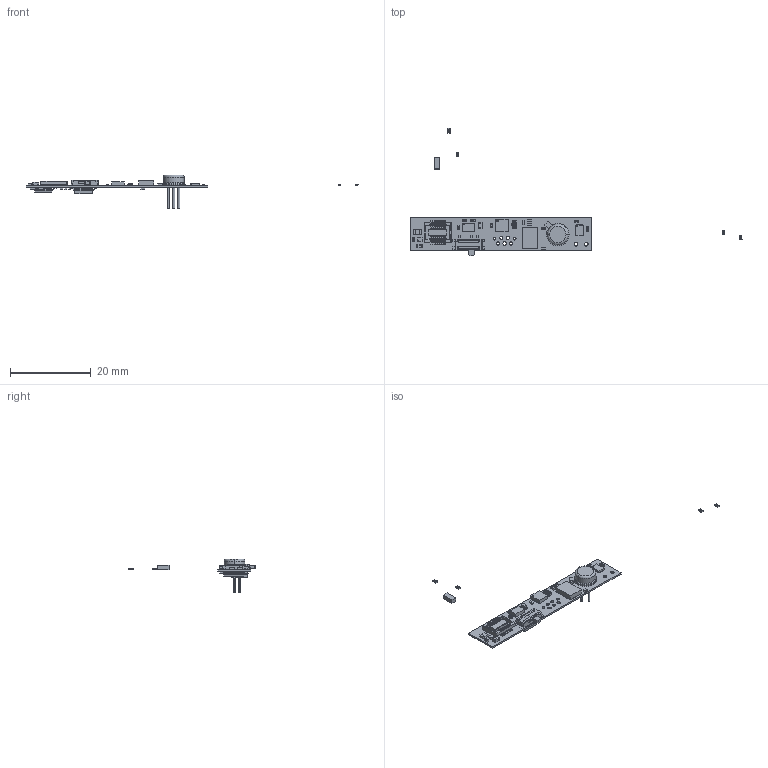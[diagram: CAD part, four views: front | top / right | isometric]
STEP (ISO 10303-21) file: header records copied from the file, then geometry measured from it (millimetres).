
FILE_DESCRIPTION(('Open CASCADE Model'),'2;1');
FILE_NAME('Open CASCADE Shape Model','2019-08-14T15:36:46',('Author'),( 'Open CASCADE'),'Open CASCADE STEP processor 6.8','Open CASCADE 6.8' ,'Unknown');
FILE_SCHEMA(('AUTOMOTIVE_DESIGN { 1 0 10303 214 1 1 1 1 }'));
Length unit declared in the file: millimetre
Products named in the file (135): PCB; Board; Open CASCADE STEP translator 6.8 3.1.1; S1; PCM12SMTR; 1; D1; VBPW34S--3DModel-STEP-56544; C20; 6589200112; Fillet1; Fillet2; body2; C19; C18; 6472997184; C17; 6491612688; C16; C15; capacitor_0402; C14; C10; C9; C8; C11; C12; C13; U1; to-46; R11; resistor0402; R12; R4; R6; R5; R7; R2; R3; 5402981568 ...
Assembly tree (159 placements, depth 4):
  PCB
    Board
      Open CASCADE STEP translator 6.8 3.1.1
    S1
      PCM12SMTR
        1
    D1
      VBPW34S--3DModel-STEP-56544
    C20
      6589200112
        Fillet1
        Fillet2
        body2
    C19
      6589200112
        Fillet1
        Fillet2
        body2
    C18
      6472997184
        Fillet1
        Fillet2
        body2
    C17
      6491612688
        Fillet1
        Fillet2
        body2
    C16
      6491612688
        Fillet1
        Fillet2
        body2
    C15
      capacitor_0402
    C14
      capacitor_0402
    C10
      capacitor_0402
    C9
      capacitor_0402
    C8
      capacitor_0402
    C11
      capacitor_0402
    C12
      capacitor_0402
    C13
      capacitor_0402
    U1
      to-46
    R11
      resistor0402
    R12
      resistor0402
    R4
      resistor0402
    R6
      resistor0402
    R5
Bounding box: 82.06 x 31.44 x 8.33 mm (x, y, z)
Volume: 350 mm3; surface area: 1670.8 mm2
Topology: 208 solids, 208 shells, 4689 faces, 12207 edges, 7880 vertices
Faces by surface type: plane 3120, bspline 927, cylinder 574, sphere 62, torus 4, cone 2
Full cylindrical faces by diameter (mm): 0.107 x1, 0.225 x1, 0.25 x1, 0.375 x1, 0.55 x1, 0.7 x6, 0.8 x7, 0.9 x4
Entity records: 76923 total; most frequent: CARTESIAN_POINT 16705, ORIENTED_EDGE 11726, DIRECTION 10887, EDGE_CURVE 5863, LINE 5195, VECTOR 5195, VERTEX_POINT 3798, AXIS2_PLACEMENT_3D 2846
